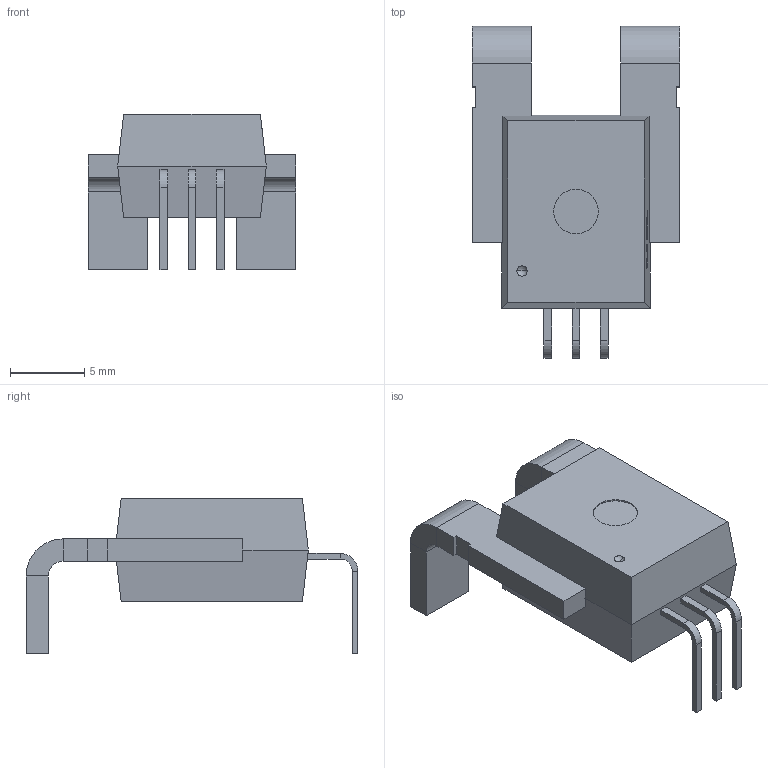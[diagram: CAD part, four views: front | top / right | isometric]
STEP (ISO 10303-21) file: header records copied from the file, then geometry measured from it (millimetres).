
FILE_DESCRIPTION (( 'STEP AP214' ), '1' );
FILE_NAME ('SENSOR-TH_L10.0-W13.0-H7.0-ACS758LCB-050B-PFF-T.step', '2022-07-12T14:53:35', ( '' ), ( '' ), 'SwSTEP 2.0', 'SolidWorks 2020', '' );
FILE_SCHEMA (( 'AUTOMOTIVE_DESIGN' ));
Length unit declared in the file: millimetre
Products named in the file (1): SENSOR-TH_L10.0-W13.0-H7.0-ACS758LCB-050B-PFF-T
Bounding box: 14 x 22.34 x 10.5 mm (x, y, z)
Volume: 1041.7 mm3; surface area: 930.2 mm2
Topology: 1 solids, 1 shells, 376 faces, 988 edges, 645 vertices
Faces by surface type: plane 250, bspline 112, cylinder 12, sphere 2
Entity records: 16794 total; most frequent: CARTESIAN_POINT 4114, ORIENTED_EDGE 1976, DIRECTION 1318, EDGE_CURVE 988, VECTOR 732, LINE 732, VERTEX_POINT 645, EDGE_LOOP 407
